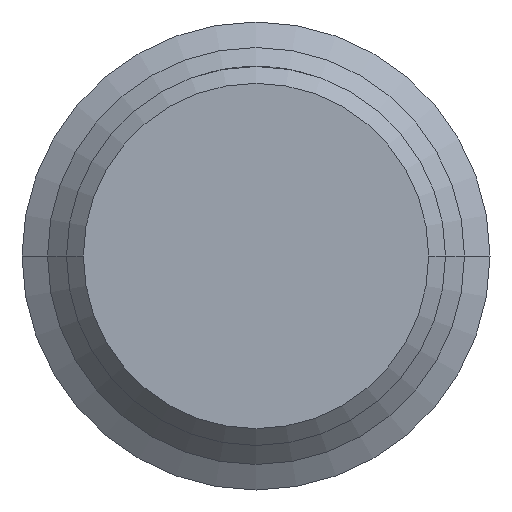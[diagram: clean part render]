
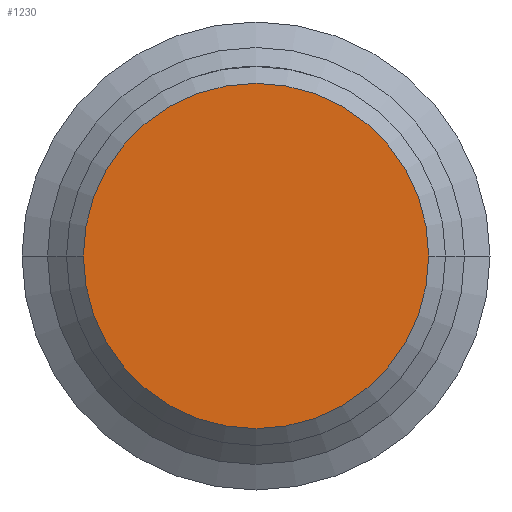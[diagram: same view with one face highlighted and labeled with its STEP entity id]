
A CAD part, front view. The second image highlights one B-rep face of the part: STEP entity #1230.
In plain terms, the highlighted planar face has unit normal (0, -1, 0).
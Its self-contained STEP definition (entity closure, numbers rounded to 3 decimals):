
#50=CARTESIAN_POINT('',(0.,-38.347,0.));
#51=DIRECTION('',(0.,1.,0.));
#52=DIRECTION('',(1.,0.,0.));
#53=AXIS2_PLACEMENT_3D('',#50,#51,#52);
#186=CARTESIAN_POINT('',(0.,-38.347,0.));
#187=DIRECTION('',(0.,-1.,0.));
#188=DIRECTION('',(1.,0.,0.));
#189=AXIS2_PLACEMENT_3D('',#186,#187,#188);
#1053=CARTESIAN_POINT('',(8.2,-38.347,0.));
#1054=CARTESIAN_POINT('',(-8.2,-38.347,0.));
#1055=VERTEX_POINT('',#1053);
#1056=VERTEX_POINT('',#1054);
#1219=CARTESIAN_POINT('',(0.,-38.347,0.));
#1220=DIRECTION('',(0.,-1.,0.));
#1221=DIRECTION('',(-1.,0.,0.));
#1222=AXIS2_PLACEMENT_3D('',#1219,#1220,#1221);
#1223=PLANE('',#1222);
#1225=ORIENTED_EDGE('',*,*,#1224,.T.);
#1227=ORIENTED_EDGE('',*,*,#1226,.F.);
#1228=EDGE_LOOP('',(#1225,#1227));
#1229=FACE_OUTER_BOUND('',#1228,.F.);
#1230=ADVANCED_FACE('',(#1229),#1223,.T.);
#54=CIRCLE('',#53,8.2);
#190=CIRCLE('',#189,8.2);
#1224=EDGE_CURVE('',#1055,#1056,#54,.T.);
#1226=EDGE_CURVE('',#1055,#1056,#190,.T.);
